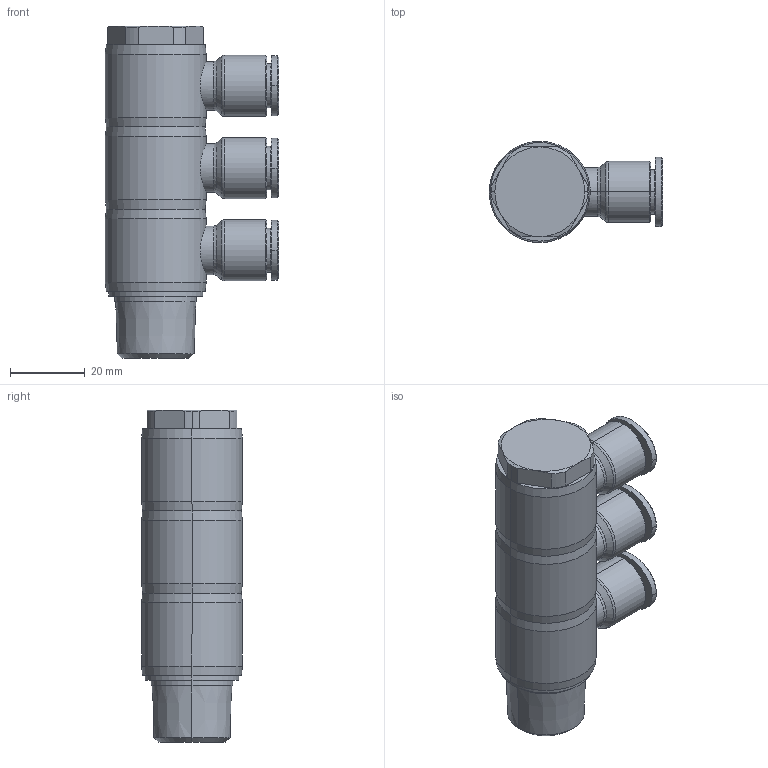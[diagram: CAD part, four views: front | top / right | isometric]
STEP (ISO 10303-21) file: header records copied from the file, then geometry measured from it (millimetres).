
FILE_DESCRIPTION((''),'2;1');
FILE_NAME('GPH_1004(3)(3D).stp','2012-12-20T16:34:01',(''),(''),'Mechanical Desktop.R8.0.24.0','Mechanical Desktop.R8.0.24.0',', , ');
FILE_SCHEMA(('CONFIG_CONTROL_DESIGN'));
Length unit declared in the file: millimetre
Products named in the file (2): GPH_1004(3)(3D); 睡ヶ1
Assembly tree (1 placements, depth 2):
  GPH_1004(3)(3D)
    睡ヶ1
Bounding box: 46.4 x 27 x 88.8 mm (x, y, z)
Volume: 41073.1 mm3; surface area: 17425.8 mm2
Topology: 1 solids, 1 shells, 1289 faces, 3649 edges, 2407 vertices
Faces by surface type: plane 1152, cone 54, cylinder 47, bspline 30, torus 6
Entity records: 42543 total; most frequent: CARTESIAN_POINT 9103, ORIENTED_EDGE 7294, DIRECTION 6268, EDGE_CURVE 3647, VECTOR 3416, LINE 3416, VERTEX_POINT 2407, AXIS2_PLACEMENT_3D 1426
